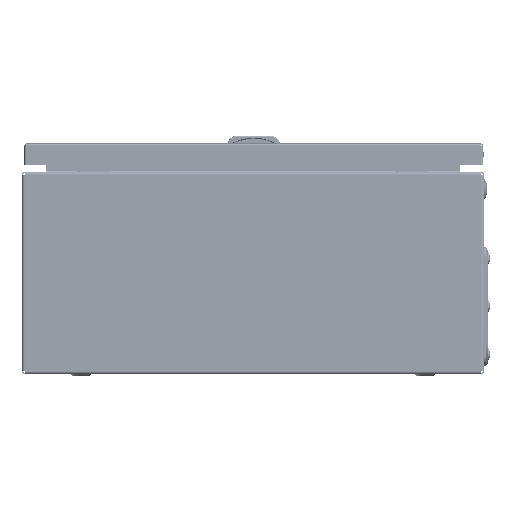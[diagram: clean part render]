
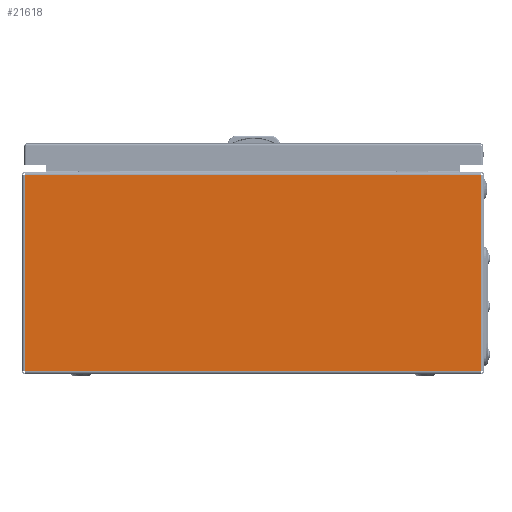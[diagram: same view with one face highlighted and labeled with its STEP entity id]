
A CAD part, left-side view. The second image highlights one B-rep face of the part: STEP entity #21618.
In plain terms, the highlighted planar face has unit normal (-1, 0, 0).
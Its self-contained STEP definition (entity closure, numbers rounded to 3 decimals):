
#11917 = VERTEX_POINT ( 'NONE', #335408 ) ;
#14436 = EDGE_CURVE ( 'NONE', #197459, #11917, #21479, .T. ) ;
#14664 = ORIENTED_EDGE ( 'NONE', *, *, #225094, .T. ) ;
#16419 = LINE ( 'NONE', #170817, #160669 ) ;
#21479 = LINE ( 'NONE', #133345, #174618 ) ;
#21618 = ADVANCED_FACE ( 'NONE', ( #95477 ), #109592, .F. ) ;
#49616 = VERTEX_POINT ( 'NONE', #88909 ) ;
#53857 = DIRECTION ( 'NONE',  ( 0., -1., 0. ) ) ;
#57997 = EDGE_CURVE ( 'NONE', #49616, #296350, #236475, .T. ) ;
#83323 = VECTOR ( 'NONE', #151918, 1000. ) ;
#84439 = CARTESIAN_POINT ( 'NONE',  ( -1.2, -85.1, 196.95 ) ) ;
#86806 = LINE ( 'NONE', #124199, #307592 ) ;
#88909 = CARTESIAN_POINT ( 'NONE',  ( -1.2, -85.1, 197. ) ) ;
#95477 = FACE_OUTER_BOUND ( 'NONE', #243745, .T. ) ;
#96036 = EDGE_CURVE ( 'NONE', #236518, #147599, #223879, .T. ) ;
#104075 = VECTOR ( 'NONE', #198839, 1000. ) ;
#107566 = DIRECTION ( 'NONE',  ( 0., 0., 1. ) ) ;
#109592 = PLANE ( 'NONE',  #189648 ) ;
#114165 = DIRECTION ( 'NONE',  ( 0., 0., -1. ) ) ;
#124199 = CARTESIAN_POINT ( 'NONE',  ( -1.2, 85.1, 197. ) ) ;
#131425 = ORIENTED_EDGE ( 'NONE', *, *, #142919, .F. ) ;
#133345 = CARTESIAN_POINT ( 'NONE',  ( -1.2, 85.1, 197. ) ) ;
#136909 = CARTESIAN_POINT ( 'NONE',  ( -1.2, -85.1, -197.55 ) ) ;
#138565 = DIRECTION ( 'NONE',  ( 1., 0., 0. ) ) ;
#142919 = EDGE_CURVE ( 'NONE', #197459, #49616, #86806, .T. ) ;
#147599 = VERTEX_POINT ( 'NONE', #210126 ) ;
#151918 = DIRECTION ( 'NONE',  ( 0., 0., -1. ) ) ;
#160669 = VECTOR ( 'NONE', #114165, 1000. ) ;
#163100 = ORIENTED_EDGE ( 'NONE', *, *, #235585, .F. ) ;
#165330 = ORIENTED_EDGE ( 'NONE', *, *, #96036, .T. ) ;
#169855 = CARTESIAN_POINT ( 'NONE',  ( -1.2, 85.1, 198.8 ) ) ;
#170817 = CARTESIAN_POINT ( 'NONE',  ( -1.2, -85.1, 198.8 ) ) ;
#174618 = VECTOR ( 'NONE', #220207, 1000. ) ;
#189648 = AXIS2_PLACEMENT_3D ( 'NONE', #282097, #138565, #339970 ) ;
#197429 = CARTESIAN_POINT ( 'NONE',  ( -1.2, 85.1, -197.6 ) ) ;
#197459 = VERTEX_POINT ( 'NONE', #318452 ) ;
#198839 = DIRECTION ( 'NONE',  ( 0., 0., 1. ) ) ;
#206979 = LINE ( 'NONE', #280110, #360130 ) ;
#208613 = ORIENTED_EDGE ( 'NONE', *, *, #14436, .T. ) ;
#209887 = CARTESIAN_POINT ( 'NONE',  ( -1.2, -85.1, 198.8 ) ) ;
#210126 = CARTESIAN_POINT ( 'NONE',  ( -1.2, -85.1, -197.6 ) ) ;
#220207 = DIRECTION ( 'NONE',  ( 0., 0., -1. ) ) ;
#223879 = LINE ( 'NONE', #197429, #291367 ) ;
#225094 = EDGE_CURVE ( 'NONE', #240034, #296350, #206979, .T. ) ;
#234088 = ORIENTED_EDGE ( 'NONE', *, *, #322168, .F. ) ;
#235585 = EDGE_CURVE ( 'NONE', #236518, #11917, #257265, .T. ) ;
#236475 = LINE ( 'NONE', #209887, #83323 ) ;
#236518 = VERTEX_POINT ( 'NONE', #264425 ) ;
#240034 = VERTEX_POINT ( 'NONE', #136909 ) ;
#243745 = EDGE_LOOP ( 'NONE', ( #131425, #208613, #163100, #165330, #234088, #14664, #294216 ) ) ;
#257265 = LINE ( 'NONE', #169855, #104075 ) ;
#264425 = CARTESIAN_POINT ( 'NONE',  ( -1.2, 85.1, -197.6 ) ) ;
#280110 = CARTESIAN_POINT ( 'NONE',  ( -1.2, -85.1, -197.55 ) ) ;
#282097 = CARTESIAN_POINT ( 'NONE',  ( -1.2, -85.1, -198.8 ) ) ;
#291367 = VECTOR ( 'NONE', #53857, 1000. ) ;
#294216 = ORIENTED_EDGE ( 'NONE', *, *, #57997, .F. ) ;
#296350 = VERTEX_POINT ( 'NONE', #84439 ) ;
#307592 = VECTOR ( 'NONE', #353314, 1000. ) ;
#318452 = CARTESIAN_POINT ( 'NONE',  ( -1.2, 85.1, 197. ) ) ;
#322168 = EDGE_CURVE ( 'NONE', #240034, #147599, #16419, .T. ) ;
#335408 = CARTESIAN_POINT ( 'NONE',  ( -1.2, 85.1, -197.3 ) ) ;
#339970 = DIRECTION ( 'NONE',  ( 0., 0., -1. ) ) ;
#353314 = DIRECTION ( 'NONE',  ( 0., -1., 0. ) ) ;
#360130 = VECTOR ( 'NONE', #107566, 1000. ) ;
